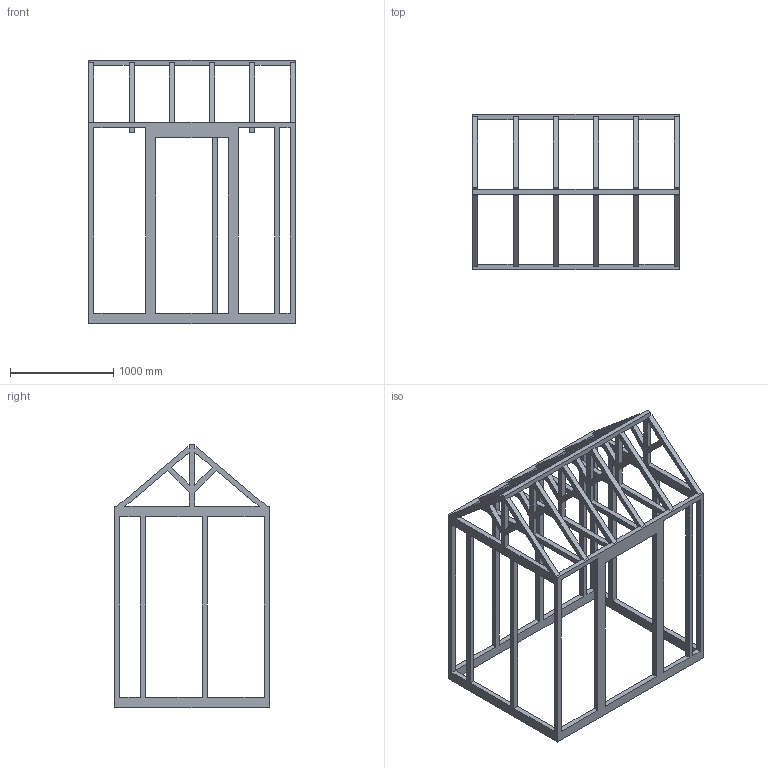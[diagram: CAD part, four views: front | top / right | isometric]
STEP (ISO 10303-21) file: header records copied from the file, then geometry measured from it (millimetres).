
FILE_DESCRIPTION(('Open CASCADE Model'),'2;1');
FILE_NAME('Open CASCADE Shape Model','2025-08-31T19:53:56',('Author'),( 'Open CASCADE'),'Open CASCADE STEP processor 7.7','Open CASCADE 7.7' ,'Unknown');
FILE_SCHEMA(('AUTOMOTIVE_DESIGN { 1 0 10303 214 1 1 1 1 }'));
Length unit declared in the file: millimetre
Products named in the file (1): Open CASCADE STEP translator 7.7 1
Bounding box: 2000 x 1500 x 2550.67 mm (x, y, z)
Volume: 195163865.7 mm3; surface area: 13918507.7 mm2
Topology: 1 solids, 1 shells, 197 faces, 669 edges, 438 vertices
Faces by surface type: plane 197
Entity records: 15660 total; most frequent: CARTESIAN_POINT 2963, DIRECTION 2083, LINE 1687, VECTOR 1687, ORIENTED_EDGE 1350, PCURVE 1338, DEFINITIONAL_REPRESENTATION 1338, EDGE_CURVE 669
